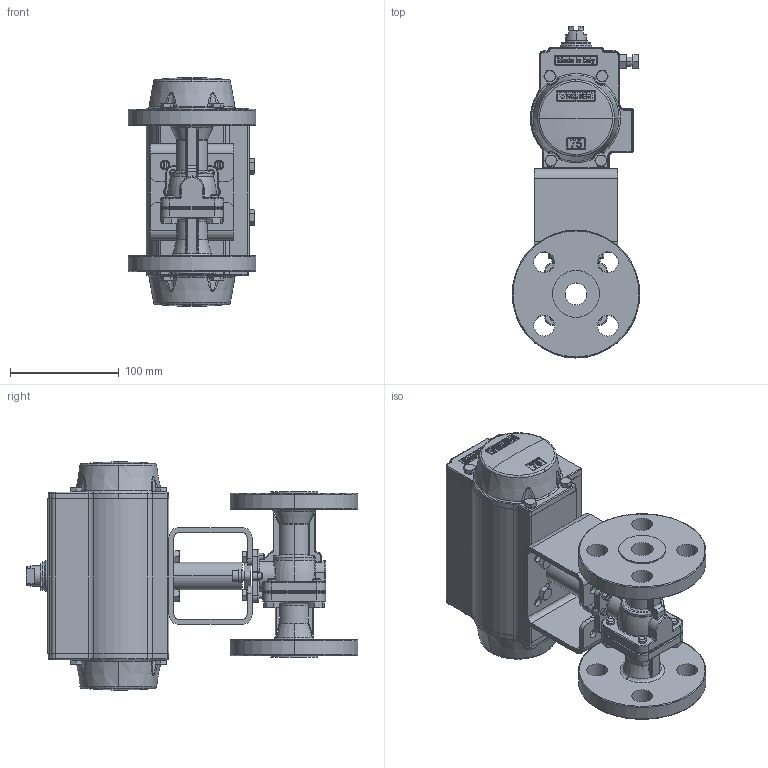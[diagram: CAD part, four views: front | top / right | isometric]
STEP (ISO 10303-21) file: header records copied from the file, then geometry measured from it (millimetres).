
FILE_DESCRIPTION (( 'STEP AP203' ), '1' );
FILE_NAME ('6801F-075_UT-2.STEP', '2017-12-05T19:11:47', ( '' ), ( '' ), 'SwSTEP 2.0', 'SolidWorks 2014', '' );
FILE_SCHEMA (( 'CONFIG_CONTROL_DESIGN' ));
Products named in the file (1): 6801F-075_UT-2
Bounding box: 117.09 x 304.45 x 209.78 mm (x, y, z)
Surface area: 236458 mm2 (no closed solid volume)
Topology: 0 solids, 36 shells, 1479 faces, 4617 edges, 3043 vertices
Faces by surface type: plane 524, cylinder 333, bspline 309, cone 209, torus 76, sphere 28
Entity records: 70623 total; most frequent: CARTESIAN_POINT 32584, ORIENTED_EDGE 7743, DIRECTION 7383, EDGE_CURVE 4599, VERTEX_POINT 3043, AXIS2_PLACEMENT_3D 2803, VECTOR 1777, LINE 1777
